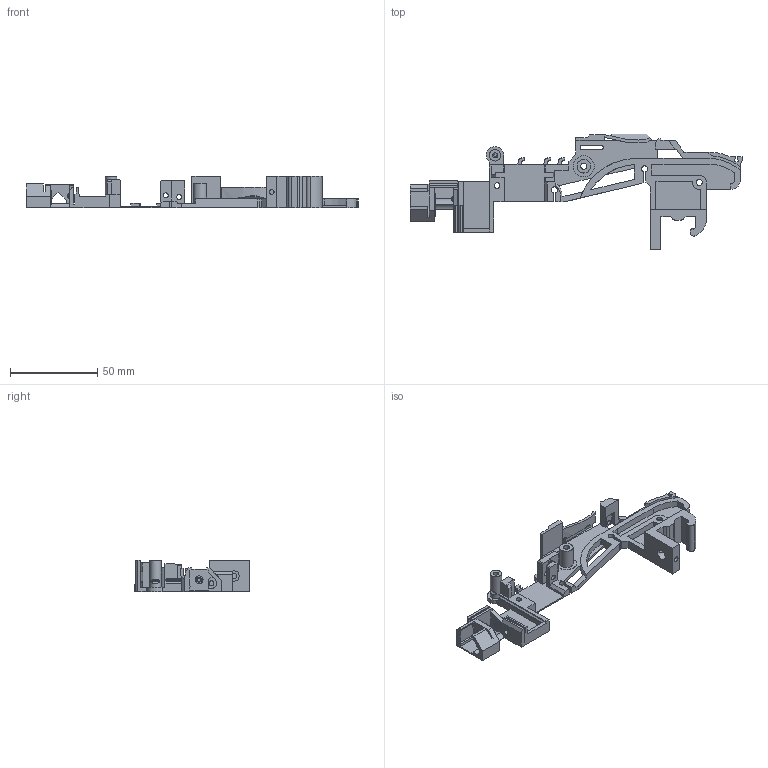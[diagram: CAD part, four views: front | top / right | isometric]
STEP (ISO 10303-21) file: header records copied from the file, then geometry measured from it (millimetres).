
FILE_DESCRIPTION(/* description */ (''),/* implementation_level */ '2;1');
FILE_NAME(/* name */ '',/* time_stamp */ '2025-06-09T22:15:18+08:00',/* author */ (''),/* organization */ (''),/* preprocessor_version */ 'ST-DEVELOPER v20.1',/* originating_system */ 'Autodesk Translation Framework v14.10.0.0',/* authorisation */ '');
FILE_SCHEMA (('AUTOMOTIVE_DESIGN { 1 0 10303 214 3 1 1 }'));
Length unit declared in the file: millimetre
Products named in the file (1): max-feeder-12mm-fix
Bounding box: 189.9 x 66.1 x 17.95 mm (x, y, z)
Volume: 23734.4 mm3; surface area: 23306.4 mm2
Topology: 1 solids, 1 shells, 353 faces, 998 edges, 659 vertices
Faces by surface type: plane 275, cylinder 66, cone 8, bspline 4
Full cylindrical faces by diameter (mm): 2.85 x9, 3 x1, 3.15 x1, 3.2 x1, 3.4 x2, 4.5 x1, 6 x8, 6.5 x1, 7.7 x1, 12 x1
Entity records: 11909 total; most frequent: CARTESIAN_POINT 2561, ORIENTED_EDGE 1996, DIRECTION 1836, EDGE_CURVE 998, LINE 826, VECTOR 826, VERTEX_POINT 659, AXIS2_PLACEMENT_3D 505
